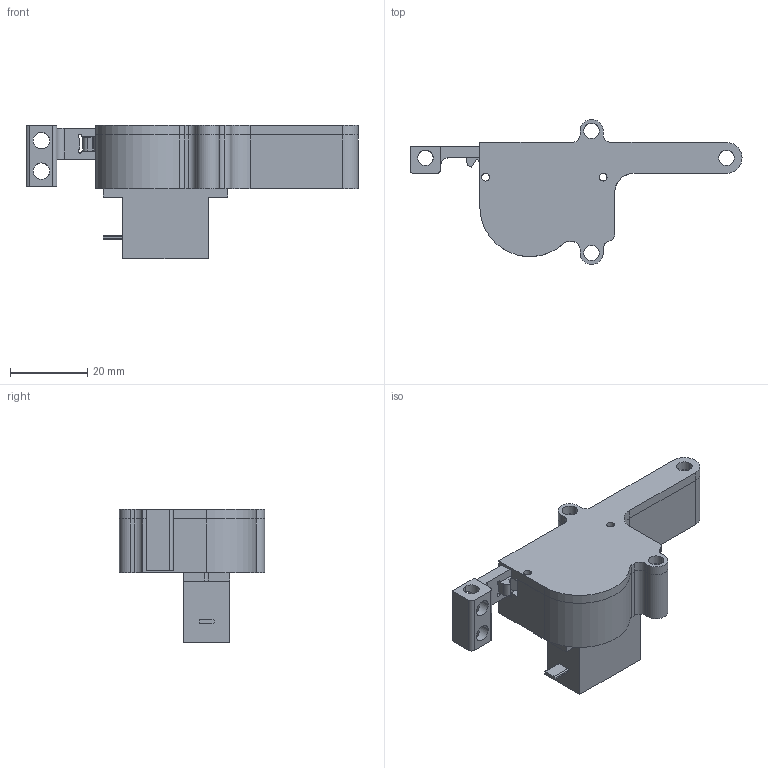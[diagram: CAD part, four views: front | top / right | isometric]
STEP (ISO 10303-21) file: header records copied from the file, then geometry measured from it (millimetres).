
FILE_DESCRIPTION (( 'STEP AP214' ), '1' );
FILE_NAME ('Proton.STEP', '2015-12-23T15:36:55', ( '' ), ( '' ), 'SwSTEP 2.0', 'SolidWorks 2016', '' );
FILE_SCHEMA (( 'AUTOMOTIVE_DESIGN' ));
Length unit declared in the file: millimetre
Products named in the file (8): Zahnrad_20Z_22.2mm; ZahnstangenInlay3; Zahnstangenkörper4; Proton; Deckel; TowerServoSG92R; P-Body; Zahnstange
Assembly tree (7 placements, depth 3):
  Proton
    Zahnrad_20Z_22.2mm
    Zahnstange
      Zahnstangenkörper4
      ZahnstangenInlay3
    TowerServoSG92R
    P-Body
    Deckel
Bounding box: 86.09 x 37.67 x 34.6 mm (x, y, z)
Volume: 18960.1 mm3; surface area: 19236 mm2
Topology: 6 solids, 6 shells, 625 faces, 1811 edges, 1197 vertices
Faces by surface type: plane 310, cylinder 266, bspline 46, torus 3
Entity records: 23939 total; most frequent: CARTESIAN_POINT 6754, ORIENTED_EDGE 3610, DIRECTION 3429, EDGE_CURVE 1805, VERTEX_POINT 1197, LINE 1161, VECTOR 1161, AXIS2_PLACEMENT_3D 1134
